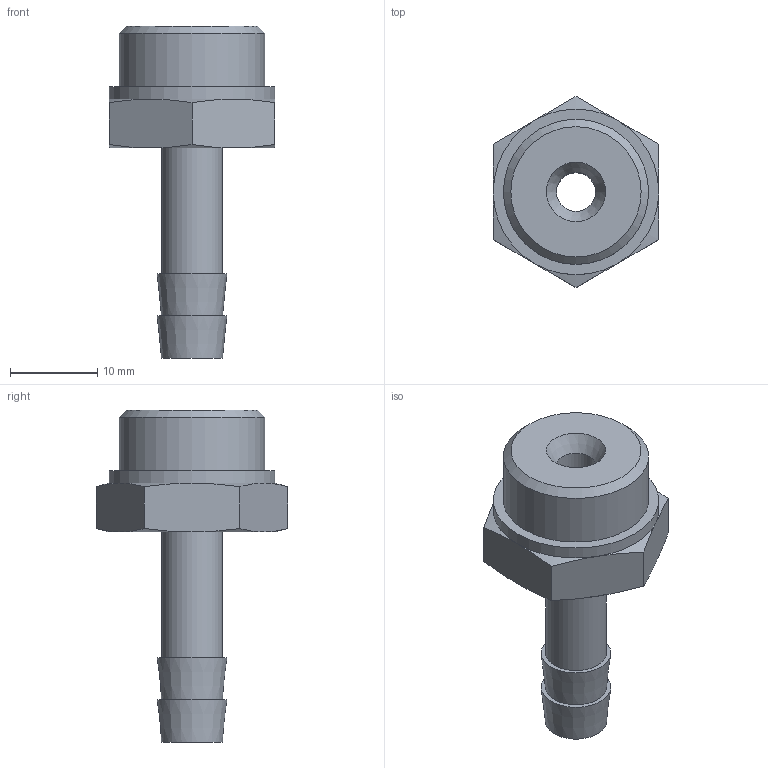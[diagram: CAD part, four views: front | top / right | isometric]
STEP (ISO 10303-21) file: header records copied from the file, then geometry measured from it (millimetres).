
FILE_DESCRIPTION(/* description */ ('STEP AP214'),/* implementation_level */ '2;1');
FILE_NAME(/* name */ '15633_N-3_8-P-6-MS',/* time_stamp */ '2024-09-11T21:21:03+02:00',/* author */ ('License CC BY-ND 4.0'),/* organization */ ('CADENAS'),/* preprocessor_version */ 'ST-DEVELOPER v19.3',/* originating_system */ 'PARTsolutions',/* authorisation */ ' ');
FILE_SCHEMA (('AUTOMOTIVE_DESIGN {1 0 10303 214 3 1 1}'));
Length unit declared in the file: millimetre
Products named in the file (1): 15633 N-3/8-P-6-MS
Bounding box: 19 x 21.94 x 38.1 mm (x, y, z)
Volume: 4006.3 mm3; surface area: 2469.8 mm2
Topology: 1 solids, 1 shells, 32 faces, 63 edges, 37 vertices
Faces by surface type: cone 16, plane 12, cylinder 4
Full cylindrical faces by diameter (mm): 4.5 x1, 7 x1, 16.662 x1, 19 x1
Entity records: 1048 total; most frequent: CARTESIAN_POINT 197, DIRECTION 122, ORIENTED_EDGE 110, AXIS2_PLACEMENT_3D 58, EDGE_CURVE 55, EDGE_LOOP 46, FACE_BOUND 46, VERTEX_POINT 37
